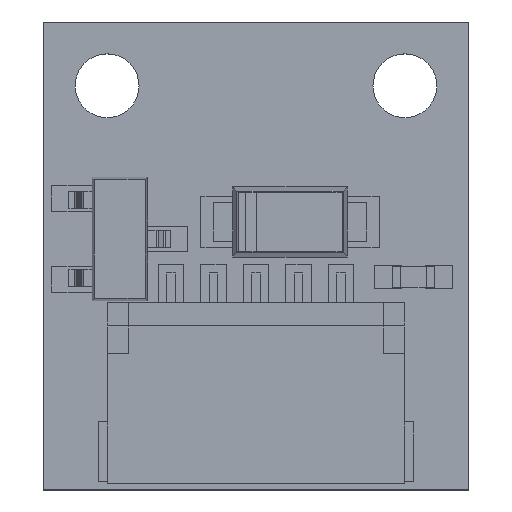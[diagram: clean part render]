
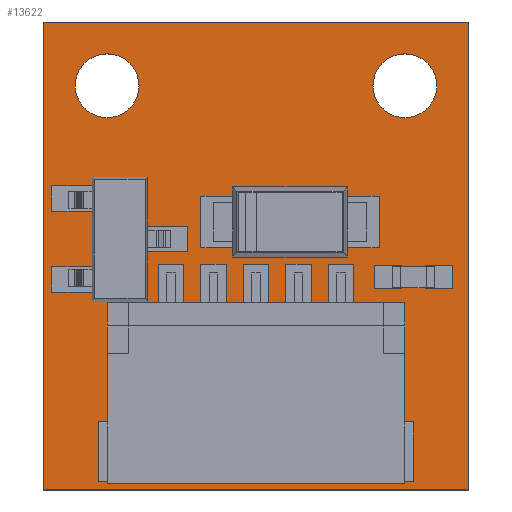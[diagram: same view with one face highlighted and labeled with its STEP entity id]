
A CAD part, top view. The second image highlights one B-rep face of the part: STEP entity #13622.
In plain terms, the highlighted planar face has unit normal (0, 0, 1).
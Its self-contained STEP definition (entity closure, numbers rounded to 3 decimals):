
#13146 = VERTEX_POINT('',#13147);
#13147 = CARTESIAN_POINT('',(15.,10.,0.6));
#13154 = PLANE('',#13155);
#13155 = AXIS2_PLACEMENT_3D('',#13156,#13157,#13158);
#13156 = CARTESIAN_POINT('',(15.,10.,0.));
#13157 = DIRECTION('',(0.,1.,0.));
#13158 = DIRECTION('',(1.,0.,0.));
#13166 = PLANE('',#13167);
#13167 = AXIS2_PLACEMENT_3D('',#13168,#13169,#13170);
#13168 = CARTESIAN_POINT('',(15.,21.,0.));
#13169 = DIRECTION('',(1.,0.,0.));
#13170 = DIRECTION('',(0.,-1.,0.));
#13178 = EDGE_CURVE('',#13146,#13179,#13181,.T.);
#13179 = VERTEX_POINT('',#13180);
#13180 = CARTESIAN_POINT('',(25.,10.,0.6));
#13181 = SURFACE_CURVE('',#13182,(#13186,#13193),.PCURVE_S1.);
#13182 = LINE('',#13183,#13184);
#13183 = CARTESIAN_POINT('',(15.,10.,0.6));
#13184 = VECTOR('',#13185,1.);
#13185 = DIRECTION('',(1.,0.,0.));
#13186 = PCURVE('',#13154,#13187);
#13187 = DEFINITIONAL_REPRESENTATION('',(#13188),#13192);
#13188 = LINE('',#13189,#13190);
#13189 = CARTESIAN_POINT('',(0.,-0.6));
#13190 = VECTOR('',#13191,1.);
#13191 = DIRECTION('',(1.,0.));
#13192 = ( GEOMETRIC_REPRESENTATION_CONTEXT(2) 
PARAMETRIC_REPRESENTATION_CONTEXT() REPRESENTATION_CONTEXT('2D SPACE',''
  ) );
#13193 = PCURVE('',#13194,#13199);
#13194 = PLANE('',#13195);
#13195 = AXIS2_PLACEMENT_3D('',#13196,#13197,#13198);
#13196 = CARTESIAN_POINT('',(20.,15.5,0.6));
#13197 = DIRECTION('',(0.,0.,1.));
#13198 = DIRECTION('',(1.,0.,-0.));
#13199 = DEFINITIONAL_REPRESENTATION('',(#13200),#13204);
#13200 = LINE('',#13201,#13202);
#13201 = CARTESIAN_POINT('',(-5.,-5.5));
#13202 = VECTOR('',#13203,1.);
#13203 = DIRECTION('',(1.,0.));
#13204 = ( GEOMETRIC_REPRESENTATION_CONTEXT(2) 
PARAMETRIC_REPRESENTATION_CONTEXT() REPRESENTATION_CONTEXT('2D SPACE',''
  ) );
#13222 = PLANE('',#13223);
#13223 = AXIS2_PLACEMENT_3D('',#13224,#13225,#13226);
#13224 = CARTESIAN_POINT('',(25.,10.,0.));
#13225 = DIRECTION('',(-1.,0.,0.));
#13226 = DIRECTION('',(0.,1.,0.));
#13266 = VERTEX_POINT('',#13267);
#13267 = CARTESIAN_POINT('',(15.,21.,0.6));
#13281 = PLANE('',#13282);
#13282 = AXIS2_PLACEMENT_3D('',#13283,#13284,#13285);
#13283 = CARTESIAN_POINT('',(25.,21.,0.));
#13284 = DIRECTION('',(0.,-1.,0.));
#13285 = DIRECTION('',(-1.,0.,0.));
#13293 = EDGE_CURVE('',#13266,#13146,#13294,.T.);
#13294 = SURFACE_CURVE('',#13295,(#13299,#13306),.PCURVE_S1.);
#13295 = LINE('',#13296,#13297);
#13296 = CARTESIAN_POINT('',(15.,21.,0.6));
#13297 = VECTOR('',#13298,1.);
#13298 = DIRECTION('',(0.,-1.,0.));
#13299 = PCURVE('',#13166,#13300);
#13300 = DEFINITIONAL_REPRESENTATION('',(#13301),#13305);
#13301 = LINE('',#13302,#13303);
#13302 = CARTESIAN_POINT('',(0.,-0.6));
#13303 = VECTOR('',#13304,1.);
#13304 = DIRECTION('',(1.,0.));
#13305 = ( GEOMETRIC_REPRESENTATION_CONTEXT(2) 
PARAMETRIC_REPRESENTATION_CONTEXT() REPRESENTATION_CONTEXT('2D SPACE',''
  ) );
#13306 = PCURVE('',#13194,#13307);
#13307 = DEFINITIONAL_REPRESENTATION('',(#13308),#13312);
#13308 = LINE('',#13309,#13310);
#13309 = CARTESIAN_POINT('',(-5.,5.5));
#13310 = VECTOR('',#13311,1.);
#13311 = DIRECTION('',(0.,-1.));
#13312 = ( GEOMETRIC_REPRESENTATION_CONTEXT(2) 
PARAMETRIC_REPRESENTATION_CONTEXT() REPRESENTATION_CONTEXT('2D SPACE',''
  ) );
#13340 = EDGE_CURVE('',#13179,#13341,#13343,.T.);
#13341 = VERTEX_POINT('',#13342);
#13342 = CARTESIAN_POINT('',(25.,21.,0.6));
#13343 = SURFACE_CURVE('',#13344,(#13348,#13355),.PCURVE_S1.);
#13344 = LINE('',#13345,#13346);
#13345 = CARTESIAN_POINT('',(25.,10.,0.6));
#13346 = VECTOR('',#13347,1.);
#13347 = DIRECTION('',(0.,1.,0.));
#13348 = PCURVE('',#13222,#13349);
#13349 = DEFINITIONAL_REPRESENTATION('',(#13350),#13354);
#13350 = LINE('',#13351,#13352);
#13351 = CARTESIAN_POINT('',(0.,-0.6));
#13352 = VECTOR('',#13353,1.);
#13353 = DIRECTION('',(1.,0.));
#13354 = ( GEOMETRIC_REPRESENTATION_CONTEXT(2) 
PARAMETRIC_REPRESENTATION_CONTEXT() REPRESENTATION_CONTEXT('2D SPACE',''
  ) );
#13355 = PCURVE('',#13194,#13356);
#13356 = DEFINITIONAL_REPRESENTATION('',(#13357),#13361);
#13357 = LINE('',#13358,#13359);
#13358 = CARTESIAN_POINT('',(5.,-5.5));
#13359 = VECTOR('',#13360,1.);
#13360 = DIRECTION('',(0.,1.));
#13361 = ( GEOMETRIC_REPRESENTATION_CONTEXT(2) 
PARAMETRIC_REPRESENTATION_CONTEXT() REPRESENTATION_CONTEXT('2D SPACE',''
  ) );
#13411 = EDGE_CURVE('',#13341,#13266,#13412,.T.);
#13412 = SURFACE_CURVE('',#13413,(#13417,#13424),.PCURVE_S1.);
#13413 = LINE('',#13414,#13415);
#13414 = CARTESIAN_POINT('',(25.,21.,0.6));
#13415 = VECTOR('',#13416,1.);
#13416 = DIRECTION('',(-1.,0.,0.));
#13417 = PCURVE('',#13281,#13418);
#13418 = DEFINITIONAL_REPRESENTATION('',(#13419),#13423);
#13419 = LINE('',#13420,#13421);
#13420 = CARTESIAN_POINT('',(0.,-0.6));
#13421 = VECTOR('',#13422,1.);
#13422 = DIRECTION('',(1.,0.));
#13423 = ( GEOMETRIC_REPRESENTATION_CONTEXT(2) 
PARAMETRIC_REPRESENTATION_CONTEXT() REPRESENTATION_CONTEXT('2D SPACE',''
  ) );
#13424 = PCURVE('',#13194,#13425);
#13425 = DEFINITIONAL_REPRESENTATION('',(#13426),#13430);
#13426 = LINE('',#13427,#13428);
#13427 = CARTESIAN_POINT('',(5.,5.5));
#13428 = VECTOR('',#13429,1.);
#13429 = DIRECTION('',(-1.,0.));
#13430 = ( GEOMETRIC_REPRESENTATION_CONTEXT(2) 
PARAMETRIC_REPRESENTATION_CONTEXT() REPRESENTATION_CONTEXT('2D SPACE',''
  ) );
#13467 = CYLINDRICAL_SURFACE('',#13468,0.751);
#13468 = AXIS2_PLACEMENT_3D('',#13469,#13470,#13471);
#13469 = CARTESIAN_POINT('',(16.5,19.5,0.));
#13470 = DIRECTION('',(-0.,-0.,-1.));
#13471 = DIRECTION('',(1.,0.,0.));
#13487 = VERTEX_POINT('',#13488);
#13488 = CARTESIAN_POINT('',(17.251,19.5,0.6));
#13509 = EDGE_CURVE('',#13487,#13487,#13510,.T.);
#13510 = SURFACE_CURVE('',#13511,(#13516,#13523),.PCURVE_S1.);
#13511 = CIRCLE('',#13512,0.751);
#13512 = AXIS2_PLACEMENT_3D('',#13513,#13514,#13515);
#13513 = CARTESIAN_POINT('',(16.5,19.5,0.6));
#13514 = DIRECTION('',(0.,0.,1.));
#13515 = DIRECTION('',(1.,0.,-0.));
#13516 = PCURVE('',#13467,#13517);
#13517 = DEFINITIONAL_REPRESENTATION('',(#13518),#13522);
#13518 = LINE('',#13519,#13520);
#13519 = CARTESIAN_POINT('',(6.283,-0.6));
#13520 = VECTOR('',#13521,1.);
#13521 = DIRECTION('',(-1.,0.));
#13522 = ( GEOMETRIC_REPRESENTATION_CONTEXT(2) 
PARAMETRIC_REPRESENTATION_CONTEXT() REPRESENTATION_CONTEXT('2D SPACE',''
  ) );
#13523 = PCURVE('',#13194,#13524);
#13524 = DEFINITIONAL_REPRESENTATION('',(#13525),#13529);
#13525 = CIRCLE('',#13526,0.751);
#13526 = AXIS2_PLACEMENT_2D('',#13527,#13528);
#13527 = CARTESIAN_POINT('',(-3.5,4.));
#13528 = DIRECTION('',(1.,0.));
#13529 = ( GEOMETRIC_REPRESENTATION_CONTEXT(2) 
PARAMETRIC_REPRESENTATION_CONTEXT() REPRESENTATION_CONTEXT('2D SPACE',''
  ) );
#13545 = CYLINDRICAL_SURFACE('',#13546,0.751);
#13546 = AXIS2_PLACEMENT_3D('',#13547,#13548,#13549);
#13547 = CARTESIAN_POINT('',(23.5,19.5,0.));
#13548 = DIRECTION('',(-0.,-0.,-1.));
#13549 = DIRECTION('',(1.,0.,0.));
#13565 = VERTEX_POINT('',#13566);
#13566 = CARTESIAN_POINT('',(24.251,19.5,0.6));
#13587 = EDGE_CURVE('',#13565,#13565,#13588,.T.);
#13588 = SURFACE_CURVE('',#13589,(#13594,#13601),.PCURVE_S1.);
#13589 = CIRCLE('',#13590,0.751);
#13590 = AXIS2_PLACEMENT_3D('',#13591,#13592,#13593);
#13591 = CARTESIAN_POINT('',(23.5,19.5,0.6));
#13592 = DIRECTION('',(0.,0.,1.));
#13593 = DIRECTION('',(1.,0.,-0.));
#13594 = PCURVE('',#13545,#13595);
#13595 = DEFINITIONAL_REPRESENTATION('',(#13596),#13600);
#13596 = LINE('',#13597,#13598);
#13597 = CARTESIAN_POINT('',(6.283,-0.6));
#13598 = VECTOR('',#13599,1.);
#13599 = DIRECTION('',(-1.,0.));
#13600 = ( GEOMETRIC_REPRESENTATION_CONTEXT(2) 
PARAMETRIC_REPRESENTATION_CONTEXT() REPRESENTATION_CONTEXT('2D SPACE',''
  ) );
#13601 = PCURVE('',#13194,#13602);
#13602 = DEFINITIONAL_REPRESENTATION('',(#13603),#13607);
#13603 = CIRCLE('',#13604,0.751);
#13604 = AXIS2_PLACEMENT_2D('',#13605,#13606);
#13605 = CARTESIAN_POINT('',(3.5,4.));
#13606 = DIRECTION('',(1.,0.));
#13607 = ( GEOMETRIC_REPRESENTATION_CONTEXT(2) 
PARAMETRIC_REPRESENTATION_CONTEXT() REPRESENTATION_CONTEXT('2D SPACE',''
  ) );
#13622 = ADVANCED_FACE('',(#13623,#13629,#13632),#13194,.T.);
#13623 = FACE_BOUND('',#13624,.T.);
#13624 = EDGE_LOOP('',(#13625,#13626,#13627,#13628));
#13625 = ORIENTED_EDGE('',*,*,#13178,.T.);
#13626 = ORIENTED_EDGE('',*,*,#13340,.T.);
#13627 = ORIENTED_EDGE('',*,*,#13411,.T.);
#13628 = ORIENTED_EDGE('',*,*,#13293,.T.);
#13629 = FACE_BOUND('',#13630,.T.);
#13630 = EDGE_LOOP('',(#13631));
#13631 = ORIENTED_EDGE('',*,*,#13509,.F.);
#13632 = FACE_BOUND('',#13633,.T.);
#13633 = EDGE_LOOP('',(#13634));
#13634 = ORIENTED_EDGE('',*,*,#13587,.F.);
